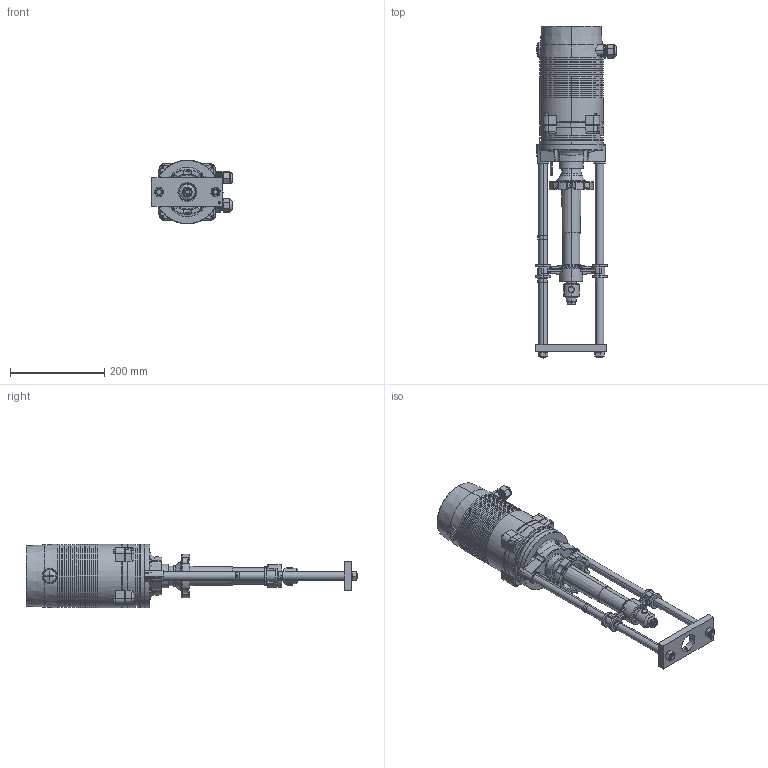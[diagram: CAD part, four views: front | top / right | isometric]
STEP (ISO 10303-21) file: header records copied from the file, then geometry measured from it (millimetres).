
FILE_DESCRIPTION (( 'STEP AP214' ), '1' );
FILE_NAME ('MC_403_Hub50_DN80-100__D-36936.STEP', '2014-11-27T08:30:58', ( '' ), ( '' ), 'SwSTEP 2.0', 'SolidWorks 2012', '' );
FILE_SCHEMA (( 'AUTOMOTIVE_DESIGN' ));
Length unit declared in the file: millimetre
Products named in the file (23): Federhalter; Brücke C-23360-f; hex thin nut chamfered gradeab_din_Hexagon Thin Nut ISO 4035 - M10 - N; Verbindungsmuffe_M10_MC503__E-63545__111230; Traverse_Aufnahme_ø38-120_E-67433__111233; Verbindungsstück_M12x1,5__E-78804__118030; Rundsäule_384mm_M12-M12_E-78814__118190; Drehsicherung_C-34719; 竇絽res_Schutzrohr_110_E-61588__108039; Bolzen_ø12__E-46216; slotted cheese head screw_din_ISO 1207 - M5 x 30 --- 30N; 102104; Große Mutter M 10; lock washer for shafts_din_Lock washer DIN 6799 - 8; Klemmring Ø18+1; Distanzsäulen Führungen Ø 18; C_23362_Hand rad; Motorträger 134,7 x 135 x 9,6; B-10247_Getriebegehäuse; B-10248_Gehäuse 1; Elektro PG Verschraubung_gr; MC400 DN 65-DN100 D-36915_16 09 09_f〉 Photoviewer; MC_403_Hub50_DN80-100__D-36936
Assembly tree (31 placements, depth 2):
  MC_403_Hub50_DN80-100__D-36936
    MC400 DN 65-DN100 D-36915_16 09 09_f〉 Photoviewer
    Elektro PG Verschraubung_gr  x2
    B-10248_Gehäuse 1
    B-10247_Getriebegehäuse
    Motorträger 134,7 x 135 x 9,6
    C_23362_Hand rad
    Distanzsäulen Führungen Ø 18  x2
    Klemmring Ø18+1  x2
    lock washer for shafts_din_Lock washer DIN 6799 - 8
    Große Mutter M 10  x2
    102104  x2
    slotted cheese head screw_din_ISO 1207 - M5 x 30 --- 30N  x4
    Bolzen_ø12__E-46216
    竇絽res_Schutzrohr_110_E-61588__108039
    Drehsicherung_C-34719
    Rundsäule_384mm_M12-M12_E-78814__118190  x2
    Verbindungsstück_M12x1,5__E-78804__118030
    Traverse_Aufnahme_ø38-120_E-67433__111233
    Verbindungsmuffe_M10_MC503__E-63545__111230
    hex thin nut chamfered gradeab_din_Hexagon Thin Nut ISO 4035 - M10 - N
    Brücke C-23360-f
    Federhalter
Bounding box: 172 x 704.5 x 135 mm (x, y, z)
Volume: 5898094 mm3; surface area: 559318.1 mm2
Topology: 31 solids, 31 shells, 1799 faces, 4228 edges, 2546 vertices
Faces by surface type: cylinder 510, plane 407, cone 344, torus 261, bspline 243, sphere 34
Entity records: 63043 total; most frequent: CARTESIAN_POINT 25669, DIRECTION 7295, ORIENTED_EDGE 7244, EDGE_CURVE 3622, AXIS2_PLACEMENT_3D 3132, VERTEX_POINT 2197, CIRCLE 1773, EDGE_LOOP 1729
